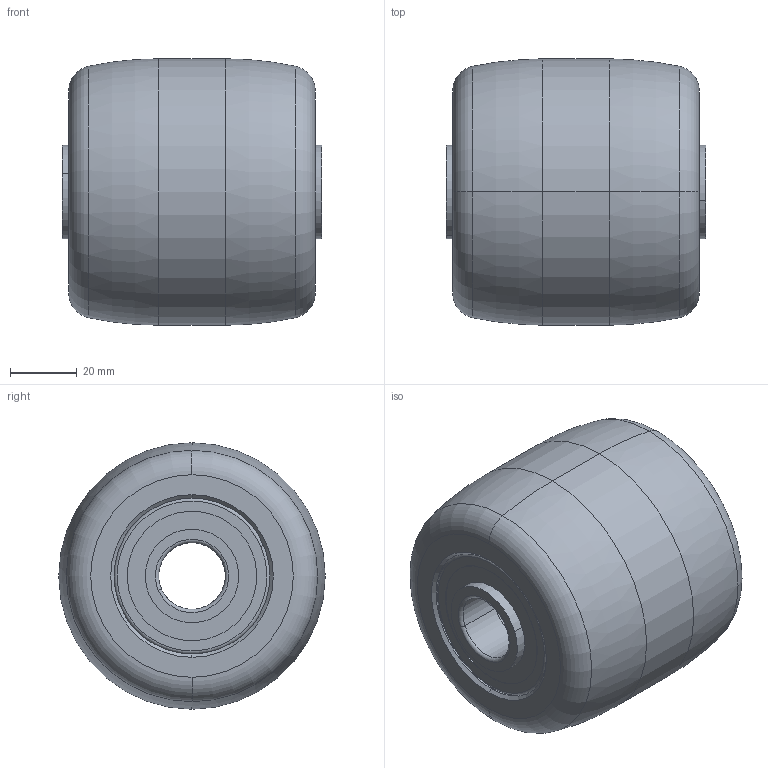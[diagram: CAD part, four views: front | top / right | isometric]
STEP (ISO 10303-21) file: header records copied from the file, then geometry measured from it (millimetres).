
FILE_DESCRIPTION (( 'STEP AP214' ), '1' );
FILE_NAME ('0012269.step', '2022-07-29T09:56:54', ( '' ), ( '' ), 'SwSTEP 2.0', 'SolidWorks 2020', '' );
FILE_SCHEMA (( 'AUTOMOTIVE_DESIGN' ));
Length unit declared in the file: millimetre
Products named in the file (1): 0012269
Bounding box: 78 x 80 x 80 mm (x, y, z)
Volume: 273262 mm3; surface area: 60763.1 mm2
Topology: 13 solids, 13 shells, 136 faces, 272 edges, 160 vertices
Faces by surface type: cylinder 56, torus 44, plane 24, cone 12
Entity records: 5258 total; most frequent: DIRECTION 750, CARTESIAN_POINT 569, ORIENTED_EDGE 544, AXIS2_PLACEMENT_3D 341, EDGE_CURVE 272, CIRCLE 204, EDGE_LOOP 160, VERTEX_POINT 160
